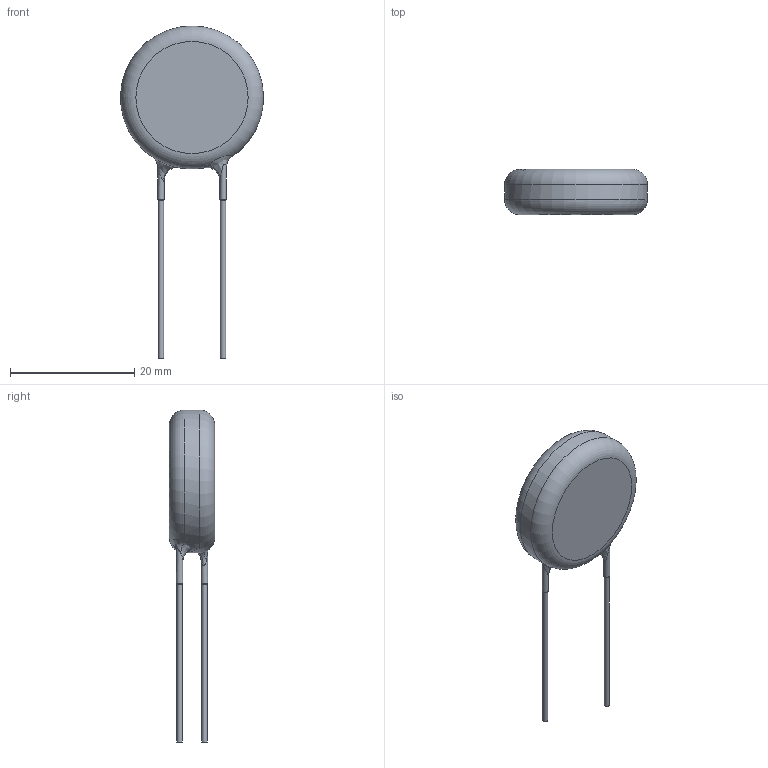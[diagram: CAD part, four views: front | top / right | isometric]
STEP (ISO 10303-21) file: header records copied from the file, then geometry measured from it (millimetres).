
FILE_DESCRIPTION(/* description */ ('Unknown'),/* implementation_level */ '2;1');
FILE_NAME(/* name */ 'V20E385P',/* time_stamp */ '2023-09-06T08:27:10+02:00',/* author */ ('Unknown'),/* organization */ ('Unknown'),/* preprocessor_version */ 'ST-DEVELOPER v18.102',/* originating_system */ 'Solid Edge',/* authorisation */ 'Unknown');
FILE_SCHEMA (('AUTOMOTIVE_DESIGN {1 0 10303 214 3 1 1}'));
Length unit declared in the file: millimetre
Products named in the file (1): V20E385P
Bounding box: 23 x 7.3 x 53.4 mm (x, y, z)
Volume: 2899.9 mm3; surface area: 1377.2 mm2
Topology: 1 solids, 1 shells, 19 faces, 45 edges, 28 vertices
Faces by surface type: bspline 6, cylinder 5, torus 4, plane 4
Full cylindrical faces by diameter (mm): 0.86 x2, 1.006 x1, 1.01 x1, 23 x1
Entity records: 2901 total; most frequent: CARTESIAN_POINT 2430, ORIENTED_EDGE 60, DIRECTION 52, EDGE_CURVE 30, EDGE_LOOP 28, FACE_BOUND 28, AXIS2_PLACEMENT_3D 26, VERTEX_POINT 22
